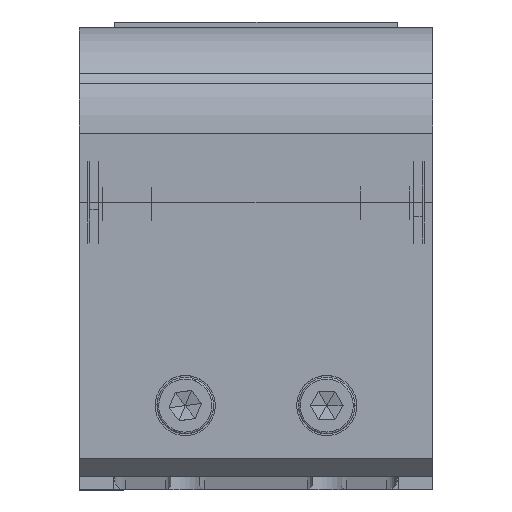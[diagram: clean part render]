
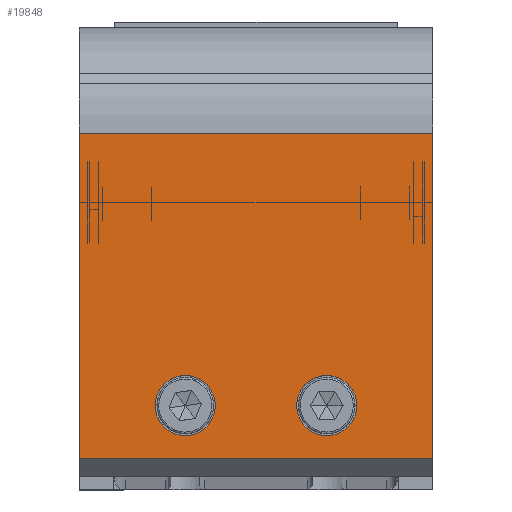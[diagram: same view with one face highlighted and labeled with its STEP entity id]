
A CAD part, top view. The second image highlights one B-rep face of the part: STEP entity #19848.
In plain terms, the highlighted planar face has unit normal (0, 0, 1).
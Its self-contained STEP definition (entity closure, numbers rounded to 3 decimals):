
#5743 = DIRECTION ( 'NONE',  ( 0., -1., 0. ) ) ;
#8063 = EDGE_LOOP ( 'NONE', ( #86606, #78937 ) ) ;
#14386 = DIRECTION ( 'NONE',  ( 1., 0., 0. ) ) ;
#19848 = ADVANCED_FACE ( 'NONE', ( #99187, #170444, #54558 ), #52274, .F. ) ;
#19977 = CARTESIAN_POINT ( 'NONE',  ( 201.658, 203.108, 657.202 ) ) ;
#23472 = CARTESIAN_POINT ( 'NONE',  ( 101.658, 295.108, 657.202 ) ) ;
#29008 = CARTESIAN_POINT ( 'NONE',  ( 101.658, 203.108, 657.202 ) ) ;
#33521 = VERTEX_POINT ( 'NONE', #29008 ) ;
#34923 = CIRCLE ( 'NONE', #176643, 8.5 ) ;
#40034 = ORIENTED_EDGE ( 'NONE', *, *, #187543, .F. ) ;
#42706 = VERTEX_POINT ( 'NONE', #176210 ) ;
#47429 = EDGE_CURVE ( 'NONE', #188326, #33521, #133231, .T. ) ;
#48011 = CARTESIAN_POINT ( 'NONE',  ( 201.658, 295.108, 657.202 ) ) ;
#51752 = DIRECTION ( 'NONE',  ( 0., 0., 1. ) ) ;
#52274 = PLANE ( 'NONE',  #141006 ) ;
#53978 = ORIENTED_EDGE ( 'NONE', *, *, #201623, .F. ) ;
#54221 = DIRECTION ( 'NONE',  ( 1., 0., 0. ) ) ;
#54558 = FACE_OUTER_BOUND ( 'NONE', #116827, .T. ) ;
#57466 = CARTESIAN_POINT ( 'NONE',  ( 201.658, 203.108, 657.202 ) ) ;
#58992 = CARTESIAN_POINT ( 'NONE',  ( 201.658, 295.108, 657.202 ) ) ;
#60367 = VECTOR ( 'NONE', #220142, 1000. ) ;
#61341 = LINE ( 'NONE', #58992, #60367 ) ;
#64651 = ORIENTED_EDGE ( 'NONE', *, *, #211345, .F. ) ;
#64901 = EDGE_LOOP ( 'NONE', ( #53978, #64651 ) ) ;
#68152 = CARTESIAN_POINT ( 'NONE',  ( 163.158, 218.108, 657.202 ) ) ;
#70082 = AXIS2_PLACEMENT_3D ( 'NONE', #121064, #106899, #175850 ) ;
#77131 = CARTESIAN_POINT ( 'NONE',  ( 101.658, 203.108, 657.202 ) ) ;
#78937 = ORIENTED_EDGE ( 'NONE', *, *, #137163, .F. ) ;
#84490 = EDGE_CURVE ( 'NONE', #108686, #188326, #61341, .T. ) ;
#86606 = ORIENTED_EDGE ( 'NONE', *, *, #173456, .F. ) ;
#92907 = AXIS2_PLACEMENT_3D ( 'NONE', #214271, #193376, #54221 ) ;
#99187 = FACE_BOUND ( 'NONE', #64901, .T. ) ;
#106899 = DIRECTION ( 'NONE',  ( 0., 0., 1. ) ) ;
#108686 = VERTEX_POINT ( 'NONE', #48011 ) ;
#114606 = CARTESIAN_POINT ( 'NONE',  ( 123.158, 218.108, 657.202 ) ) ;
#115102 = ORIENTED_EDGE ( 'NONE', *, *, #47429, .T. ) ;
#116479 = AXIS2_PLACEMENT_3D ( 'NONE', #146436, #216306, #165003 ) ;
#116827 = EDGE_LOOP ( 'NONE', ( #115102, #143821, #40034, #154780 ) ) ;
#121064 = CARTESIAN_POINT ( 'NONE',  ( 131.658, 218.108, 657.202 ) ) ;
#123838 = CIRCLE ( 'NONE', #116479, 8.5 ) ;
#124366 = CARTESIAN_POINT ( 'NONE',  ( 201.658, 203.108, 657.202 ) ) ;
#125931 = VERTEX_POINT ( 'NONE', #68152 ) ;
#133231 = LINE ( 'NONE', #77131, #141275 ) ;
#137163 = EDGE_CURVE ( 'NONE', #125931, #198623, #215862, .T. ) ;
#141006 = AXIS2_PLACEMENT_3D ( 'NONE', #196001, #229772, #180791 ) ;
#141275 = VECTOR ( 'NONE', #5743, 1000. ) ;
#141408 = CARTESIAN_POINT ( 'NONE',  ( 180.158, 218.108, 657.202 ) ) ;
#143821 = ORIENTED_EDGE ( 'NONE', *, *, #167094, .F. ) ;
#145257 = DIRECTION ( 'NONE',  ( 0., -1., 0. ) ) ;
#146436 = CARTESIAN_POINT ( 'NONE',  ( 171.658, 218.108, 657.202 ) ) ;
#154780 = ORIENTED_EDGE ( 'NONE', *, *, #84490, .T. ) ;
#159252 = VECTOR ( 'NONE', #145257, 1000. ) ;
#159934 = VERTEX_POINT ( 'NONE', #114606 ) ;
#165003 = DIRECTION ( 'NONE',  ( 1., 0., 0. ) ) ;
#167094 = EDGE_CURVE ( 'NONE', #175135, #33521, #213021, .T. ) ;
#170444 = FACE_BOUND ( 'NONE', #8063, .T. ) ;
#173456 = EDGE_CURVE ( 'NONE', #198623, #125931, #123838, .T. ) ;
#175135 = VERTEX_POINT ( 'NONE', #19977 ) ;
#175850 = DIRECTION ( 'NONE',  ( 1., 0., 0. ) ) ;
#176210 = CARTESIAN_POINT ( 'NONE',  ( 140.158, 218.108, 657.202 ) ) ;
#176643 = AXIS2_PLACEMENT_3D ( 'NONE', #226998, #51752, #14386 ) ;
#180791 = DIRECTION ( 'NONE',  ( 0., 1., 0. ) ) ;
#182481 = LINE ( 'NONE', #57466, #159252 ) ;
#186403 = VECTOR ( 'NONE', #221049, 1000. ) ;
#187543 = EDGE_CURVE ( 'NONE', #108686, #175135, #182481, .T. ) ;
#188326 = VERTEX_POINT ( 'NONE', #23472 ) ;
#193376 = DIRECTION ( 'NONE',  ( 0., 0., 1. ) ) ;
#196001 = CARTESIAN_POINT ( 'NONE',  ( 201.658, 203.108, 657.202 ) ) ;
#198623 = VERTEX_POINT ( 'NONE', #141408 ) ;
#201623 = EDGE_CURVE ( 'NONE', #42706, #159934, #34923, .T. ) ;
#211345 = EDGE_CURVE ( 'NONE', #159934, #42706, #211787, .T. ) ;
#211787 = CIRCLE ( 'NONE', #70082, 8.5 ) ;
#213021 = LINE ( 'NONE', #124366, #186403 ) ;
#214271 = CARTESIAN_POINT ( 'NONE',  ( 171.658, 218.108, 657.202 ) ) ;
#215862 = CIRCLE ( 'NONE', #92907, 8.5 ) ;
#216306 = DIRECTION ( 'NONE',  ( 0., 0., 1. ) ) ;
#220142 = DIRECTION ( 'NONE',  ( -1., 0., 0. ) ) ;
#221049 = DIRECTION ( 'NONE',  ( -1., 0., 0. ) ) ;
#226998 = CARTESIAN_POINT ( 'NONE',  ( 131.658, 218.108, 657.202 ) ) ;
#229772 = DIRECTION ( 'NONE',  ( 0., 0., -1. ) ) ;
